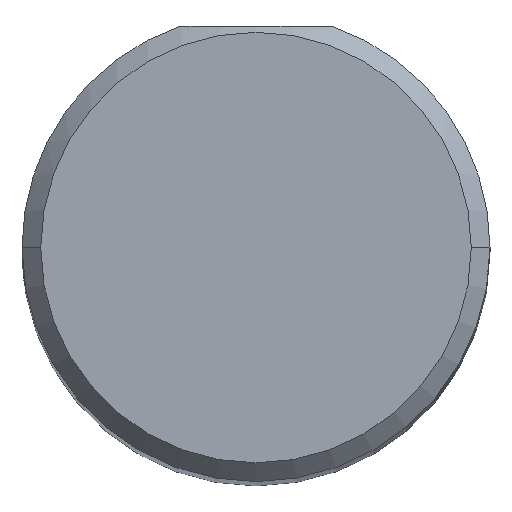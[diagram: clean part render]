
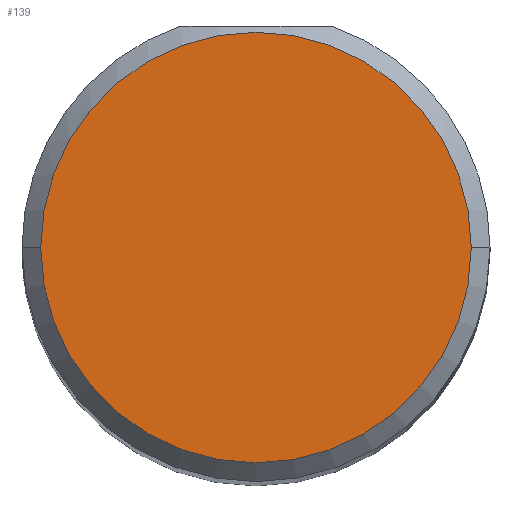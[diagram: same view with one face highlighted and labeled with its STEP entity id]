
A CAD part, top view. The second image highlights one B-rep face of the part: STEP entity #139.
In plain terms, the highlighted planar face has unit normal (0, 0, 1).
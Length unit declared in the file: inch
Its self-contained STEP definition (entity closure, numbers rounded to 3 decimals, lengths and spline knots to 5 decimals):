
#39 = CIRCLE ( 'NONE', #98, 0.1725 ) ;
#85 = DIRECTION ( 'NONE',  ( -1., 0., 0. ) ) ;
#93 = DIRECTION ( 'NONE',  ( 0., 0., -1. ) ) ;
#98 = AXIS2_PLACEMENT_3D ( 'NONE', #135, #477, #85 ) ;
#100 = DIRECTION ( 'NONE',  ( -1., 0., 0. ) ) ;
#103 = CARTESIAN_POINT ( 'NONE',  ( 0.5775, 0., 4. ) ) ;
#135 = CARTESIAN_POINT ( 'NONE',  ( 0.75, 0., 4. ) ) ;
#137 = CARTESIAN_POINT ( 'NONE',  ( 0.9225, 0., 4. ) ) ;
#139 = ADVANCED_FACE ( 'NONE', ( #541 ), #209, .T. ) ;
#189 = CIRCLE ( 'NONE', #322, 0.1725 ) ;
#195 = AXIS2_PLACEMENT_3D ( 'NONE', #380, #459, #375 ) ;
#209 = PLANE ( 'NONE',  #195 ) ;
#250 = VERTEX_POINT ( 'NONE', #137 ) ;
#318 = EDGE_CURVE ( 'NONE', #250, #384, #39, .T. ) ;
#322 = AXIS2_PLACEMENT_3D ( 'NONE', #405, #93, #100 ) ;
#349 = ORIENTED_EDGE ( 'NONE', *, *, #417, .F. ) ;
#375 = DIRECTION ( 'NONE',  ( -1., 0., 0. ) ) ;
#380 = CARTESIAN_POINT ( 'NONE',  ( 0.75, 0., 4. ) ) ;
#384 = VERTEX_POINT ( 'NONE', #103 ) ;
#405 = CARTESIAN_POINT ( 'NONE',  ( 0.75, 0., 4. ) ) ;
#417 = EDGE_CURVE ( 'NONE', #384, #250, #189, .T. ) ;
#450 = ORIENTED_EDGE ( 'NONE', *, *, #318, .F. ) ;
#459 = DIRECTION ( 'NONE',  ( 0., 0., 1. ) ) ;
#477 = DIRECTION ( 'NONE',  ( 0., 0., -1. ) ) ;
#536 = EDGE_LOOP ( 'NONE', ( #450, #349 ) ) ;
#541 = FACE_OUTER_BOUND ( 'NONE', #536, .T. ) ;
